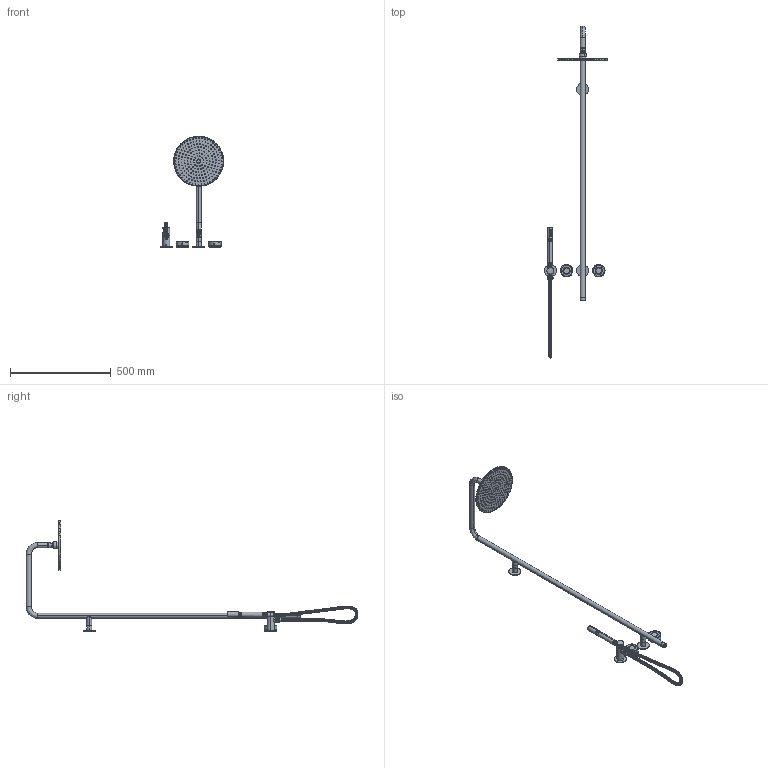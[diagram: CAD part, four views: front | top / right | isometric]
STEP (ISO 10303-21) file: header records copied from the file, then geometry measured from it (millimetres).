
FILE_DESCRIPTION (( 'STEP AP214' ), '1' );
FILE_NAME ('MPPCMSH250SRH_SHELL2.STEP', '2019-01-25T03:40:34', ( 'khoa' ), ( '' ), 'SwSTEP 2.0', 'SolidWorks 2016', '' );
FILE_SCHEMA (( 'AUTOMOTIVE_DESIGN' ));
Length unit declared in the file: millimetre
Products named in the file (2): MPPCMSH250SRH_SHELL2
Bounding box: 314.02 x 1645.49 x 553.21 mm (x, y, z)
Volume: 1120022.2 mm3; surface area: 637752.1 mm2
Topology: 148 solids, 163 shells, 3786 faces, 8072 edges, 5352 vertices
Faces by surface type: cylinder 1780, plane 1194, cone 572, bspline 240
Entity records: 167220 total; most frequent: CARTESIAN_POINT 58386, DIRECTION 18577, ORIENTED_EDGE 16136, EDGE_CURVE 8068, AXIS2_PLACEMENT_3D 7885, VERTEX_POINT 5352, EDGE_LOOP 4966, CIRCLE 4337
